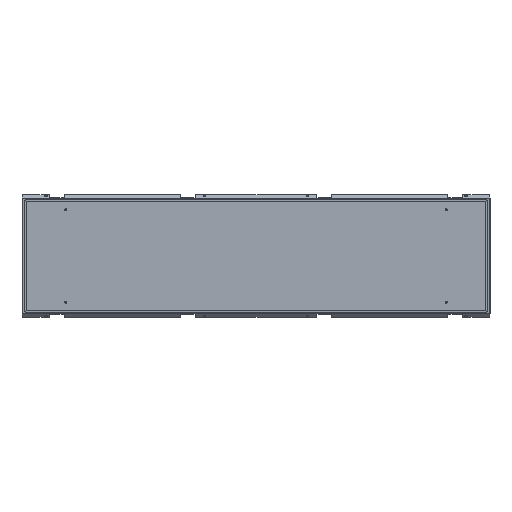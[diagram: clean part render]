
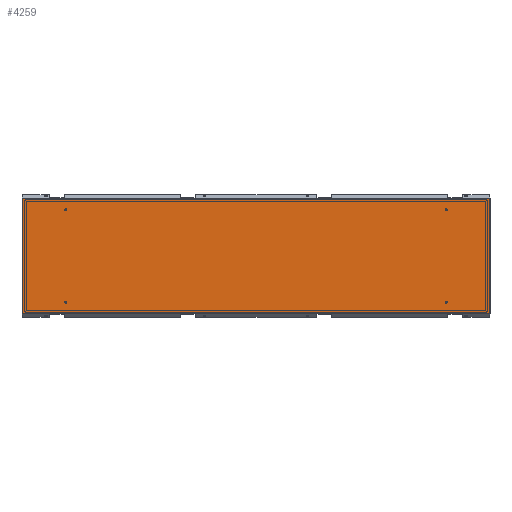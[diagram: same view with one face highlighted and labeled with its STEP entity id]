
A CAD part, left-side view. The second image highlights one B-rep face of the part: STEP entity #4259.
In plain terms, the highlighted face is planar.
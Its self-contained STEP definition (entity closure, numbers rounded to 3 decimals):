
#815 = VECTOR ( 'NONE', #8113, 1000. ) ;
#854 = VERTEX_POINT ( 'NONE', #5043 ) ;
#1121 = CARTESIAN_POINT ( 'NONE',  ( 262.75, 1070.5, 0. ) ) ;
#1205 = EDGE_CURVE ( 'NONE', #7079, #2884, #5428, .T. ) ;
#1337 = CARTESIAN_POINT ( 'NONE',  ( -262.75, 1070.5, 0. ) ) ;
#1434 = DIRECTION ( 'NONE',  ( -1., 0., 0. ) ) ;
#1761 = CARTESIAN_POINT ( 'NONE',  ( -262.75, -1070.5, 0. ) ) ;
#2351 = CARTESIAN_POINT ( 'NONE',  ( -262.75, -1070.5, 0. ) ) ;
#2649 = CARTESIAN_POINT ( 'NONE',  ( 0., 0., 0. ) ) ;
#2714 = ORIENTED_EDGE ( 'NONE', *, *, #8281, .T. ) ;
#2884 = VERTEX_POINT ( 'NONE', #1337 ) ;
#3151 = VECTOR ( 'NONE', #6444, 1000. ) ;
#3312 = VECTOR ( 'NONE', #6053, 1000. ) ;
#3425 = CARTESIAN_POINT ( 'NONE',  ( 262.75, -1070.5, 0. ) ) ;
#3621 = DIRECTION ( 'NONE',  ( 1., 0., 0. ) ) ;
#3747 = EDGE_CURVE ( 'NONE', #2884, #4872, #5743, .T. ) ;
#3811 = CARTESIAN_POINT ( 'NONE',  ( -262.75, -1070.5, 0. ) ) ;
#3891 = DIRECTION ( 'NONE',  ( 0., 0., -1. ) ) ;
#4259 = ADVANCED_FACE ( 'NONE', ( #4713 ), #7939, .F. ) ;
#4705 = EDGE_CURVE ( 'NONE', #854, #7079, #6705, .T. ) ;
#4713 = FACE_OUTER_BOUND ( 'NONE', #6539, .T. ) ;
#4872 = VERTEX_POINT ( 'NONE', #2351 ) ;
#4908 = LINE ( 'NONE', #1761, #5875 ) ;
#5043 = CARTESIAN_POINT ( 'NONE',  ( 262.75, -1070.5, 0. ) ) ;
#5355 = AXIS2_PLACEMENT_3D ( 'NONE', #2649, #3891, #1434 ) ;
#5428 = LINE ( 'NONE', #6084, #815 ) ;
#5743 = LINE ( 'NONE', #3811, #3151 ) ;
#5875 = VECTOR ( 'NONE', #3621, 1000. ) ;
#6053 = DIRECTION ( 'NONE',  ( 0., 1., 0. ) ) ;
#6084 = CARTESIAN_POINT ( 'NONE',  ( -262.75, 1070.5, 0. ) ) ;
#6444 = DIRECTION ( 'NONE',  ( 0., -1., 0. ) ) ;
#6539 = EDGE_LOOP ( 'NONE', ( #6939, #6540, #6860, #2714 ) ) ;
#6540 = ORIENTED_EDGE ( 'NONE', *, *, #1205, .T. ) ;
#6705 = LINE ( 'NONE', #3425, #3312 ) ;
#6860 = ORIENTED_EDGE ( 'NONE', *, *, #3747, .T. ) ;
#6939 = ORIENTED_EDGE ( 'NONE', *, *, #4705, .T. ) ;
#7079 = VERTEX_POINT ( 'NONE', #1121 ) ;
#7939 = PLANE ( 'NONE',  #5355 ) ;
#8113 = DIRECTION ( 'NONE',  ( -1., 0., 0. ) ) ;
#8281 = EDGE_CURVE ( 'NONE', #4872, #854, #4908, .T. ) ;
